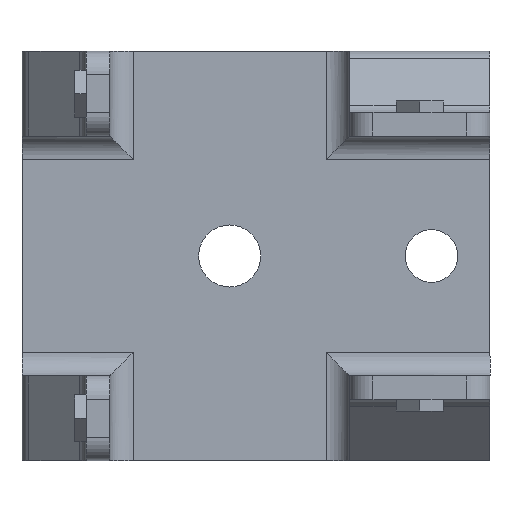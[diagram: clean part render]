
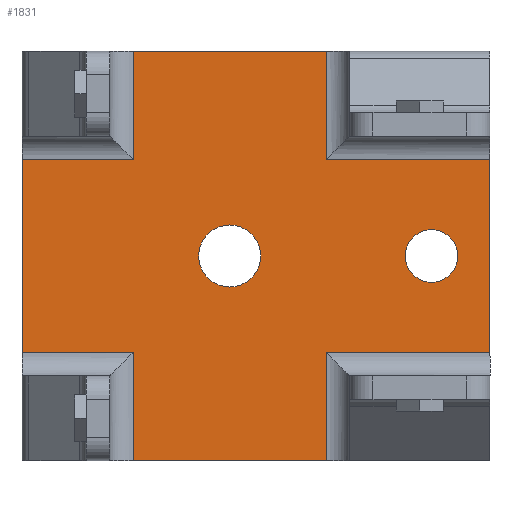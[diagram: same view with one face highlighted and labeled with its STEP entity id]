
A CAD part, front view. The second image highlights one B-rep face of the part: STEP entity #1831.
In plain terms, the highlighted planar face has unit normal (0, -1, 0).
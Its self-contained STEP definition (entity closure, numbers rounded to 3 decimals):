
#56=FACE_BOUND('',#308,.T.);
#57=FACE_BOUND('',#309,.T.);
#114=PLANE('',#2002);
#206=FACE_OUTER_BOUND('',#307,.T.);
#307=EDGE_LOOP('',(#1683,#1684,#1685,#1686,#1687,#1688,#1689,#1690,#1691,
#1692,#1693,#1694));
#308=EDGE_LOOP('',(#1695));
#309=EDGE_LOOP('',(#1696));
#369=LINE('',#2673,#570);
#384=LINE('',#2720,#585);
#444=LINE('',#2881,#645);
#462=LINE('',#2927,#663);
#505=LINE('',#3030,#706);
#506=LINE('',#3033,#707);
#508=LINE('',#3038,#709);
#511=LINE('',#3044,#712);
#512=LINE('',#3047,#713);
#513=LINE('',#3048,#714);
#514=LINE('',#3050,#715);
#515=LINE('',#3051,#716);
#570=VECTOR('',#2144,10.);
#585=VECTOR('',#2181,10.);
#645=VECTOR('',#2317,10.);
#663=VECTOR('',#2367,10.);
#706=VECTOR('',#2484,10.);
#707=VECTOR('',#2489,10.);
#709=VECTOR('',#2495,10.);
#712=VECTOR('',#2502,10.);
#713=VECTOR('',#2505,10.);
#714=VECTOR('',#2506,10.);
#715=VECTOR('',#2507,10.);
#716=VECTOR('',#2508,10.);
#723=CIRCLE('',#1860,2.65);
#733=CIRCLE('',#1879,2.248);
#790=VERTEX_POINT('',#2560);
#806=VERTEX_POINT('',#2610);
#826=VERTEX_POINT('',#2670);
#827=VERTEX_POINT('',#2672);
#847=VERTEX_POINT('',#2717);
#848=VERTEX_POINT('',#2719);
#910=VERTEX_POINT('',#2878);
#911=VERTEX_POINT('',#2880);
#922=VERTEX_POINT('',#2924);
#923=VERTEX_POINT('',#2926);
#946=VERTEX_POINT('',#3029);
#947=VERTEX_POINT('',#3037);
#949=VERTEX_POINT('',#3046);
#950=VERTEX_POINT('',#3049);
#963=EDGE_CURVE('',#790,#790,#723,.T.);
#988=EDGE_CURVE('',#806,#806,#733,.T.);
#1017=EDGE_CURVE('',#827,#826,#369,.T.);
#1041=EDGE_CURVE('',#847,#848,#384,.T.);
#1121=EDGE_CURVE('',#910,#911,#444,.T.);
#1145=EDGE_CURVE('',#923,#922,#462,.T.);
#1196=EDGE_CURVE('',#911,#946,#505,.T.);
#1198=EDGE_CURVE('',#946,#826,#506,.T.);
#1200=EDGE_CURVE('',#947,#847,#508,.T.);
#1204=EDGE_CURVE('',#827,#947,#511,.T.);
#1205=EDGE_CURVE('',#949,#910,#512,.T.);
#1206=EDGE_CURVE('',#923,#949,#513,.T.);
#1207=EDGE_CURVE('',#950,#922,#514,.T.);
#1208=EDGE_CURVE('',#848,#950,#515,.T.);
#1683=ORIENTED_EDGE('',*,*,#1196,.F.);
#1684=ORIENTED_EDGE('',*,*,#1121,.F.);
#1685=ORIENTED_EDGE('',*,*,#1205,.F.);
#1686=ORIENTED_EDGE('',*,*,#1206,.F.);
#1687=ORIENTED_EDGE('',*,*,#1145,.T.);
#1688=ORIENTED_EDGE('',*,*,#1207,.F.);
#1689=ORIENTED_EDGE('',*,*,#1208,.F.);
#1690=ORIENTED_EDGE('',*,*,#1041,.F.);
#1691=ORIENTED_EDGE('',*,*,#1200,.F.);
#1692=ORIENTED_EDGE('',*,*,#1204,.F.);
#1693=ORIENTED_EDGE('',*,*,#1017,.T.);
#1694=ORIENTED_EDGE('',*,*,#1198,.F.);
#1695=ORIENTED_EDGE('',*,*,#988,.T.);
#1696=ORIENTED_EDGE('',*,*,#963,.F.);
#1831=ADVANCED_FACE('',(#206,#56,#57),#114,.F.);
#1860=AXIS2_PLACEMENT_3D('',#2562,#2036,#2037);
#1879=AXIS2_PLACEMENT_3D('',#2612,#2089,#2090);
#2002=AXIS2_PLACEMENT_3D('',#3045,#2503,#2504);
#2036=DIRECTION('center_axis',(0.,-1.,0.));
#2037=DIRECTION('ref_axis',(1.,0.,0.));
#2089=DIRECTION('center_axis',(0.,1.,0.));
#2090=DIRECTION('ref_axis',(0.,0.,1.));
#2144=DIRECTION('',(0.,0.,1.));
#2181=DIRECTION('',(-1.,0.,0.));
#2317=DIRECTION('',(1.,0.,0.));
#2367=DIRECTION('',(0.,0.,-1.));
#2484=DIRECTION('',(0.,0.,-1.));
#2489=DIRECTION('',(1.,0.,0.));
#2495=DIRECTION('',(0.,0.,-1.));
#2502=DIRECTION('',(-1.,0.,0.));
#2503=DIRECTION('center_axis',(0.,1.,0.));
#2504=DIRECTION('ref_axis',(1.,0.,0.));
#2505=DIRECTION('',(0.,0.,1.));
#2506=DIRECTION('',(1.,0.,0.));
#2507=DIRECTION('',(-1.,0.,0.));
#2508=DIRECTION('',(0.,0.,1.));
#2560=CARTESIAN_POINT('',(-24.9,0.,0.));
#2562=CARTESIAN_POINT('Origin',(-22.25,0.,0.));
#2610=CARTESIAN_POINT('',(-5.,0.,-2.248));
#2612=CARTESIAN_POINT('Origin',(-5.,0.,0.));
#2670=CARTESIAN_POINT('',(0.,0.,8.25));
#2672=CARTESIAN_POINT('',(0.,0.,-8.25));
#2673=CARTESIAN_POINT('',(0.,0.,10.25));
#2717=CARTESIAN_POINT('',(-14.,0.,-17.5));
#2719=CARTESIAN_POINT('',(-30.5,0.,-17.5));
#2720=CARTESIAN_POINT('',(0.,0.,-17.5));
#2878=CARTESIAN_POINT('',(-30.5,0.,17.5));
#2880=CARTESIAN_POINT('',(-14.,0.,17.5));
#2881=CARTESIAN_POINT('',(-40.,0.,17.5));
#2924=CARTESIAN_POINT('',(-40.,0.,-8.25));
#2926=CARTESIAN_POINT('',(-40.,0.,8.25));
#2927=CARTESIAN_POINT('',(-40.,0.,-10.25));
#3029=CARTESIAN_POINT('',(-14.,0.,8.25));
#3030=CARTESIAN_POINT('',(-14.,0.,8.75));
#3033=CARTESIAN_POINT('',(-16.,0.,8.25));
#3037=CARTESIAN_POINT('',(-14.,0.,-8.25));
#3038=CARTESIAN_POINT('',(-14.,0.,-5.125));
#3044=CARTESIAN_POINT('',(-10.,0.,-8.25));
#3045=CARTESIAN_POINT('Origin',(-20.,0.,0.));
#3046=CARTESIAN_POINT('',(-30.5,0.,8.25));
#3047=CARTESIAN_POINT('',(-30.5,0.,5.125));
#3048=CARTESIAN_POINT('',(-30.,0.,8.25));
#3049=CARTESIAN_POINT('',(-30.5,0.,-8.25));
#3050=CARTESIAN_POINT('',(-26.25,0.,-8.25));
#3051=CARTESIAN_POINT('',(-30.5,0.,-8.75));
